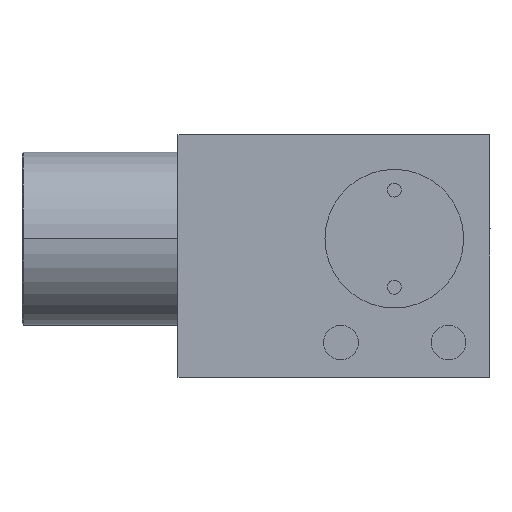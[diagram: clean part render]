
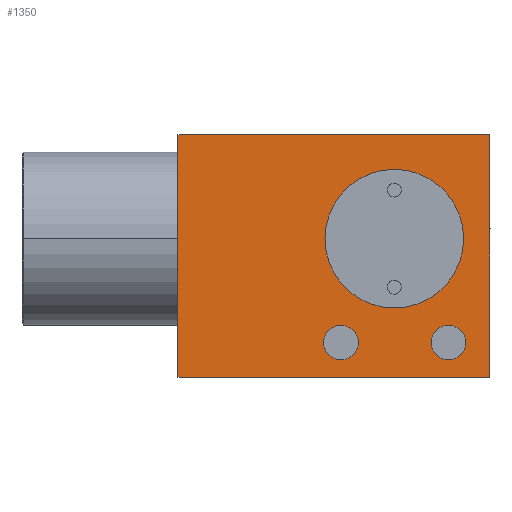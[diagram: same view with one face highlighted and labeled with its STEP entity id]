
A CAD part, left-side view. The second image highlights one B-rep face of the part: STEP entity #1350.
In plain terms, the highlighted planar face has unit normal (-1, 0, 0).
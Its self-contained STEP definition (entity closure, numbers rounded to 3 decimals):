
#717 = EDGE_CURVE ( 'NONE', #13741, #13738, #5521, .T. ) ;
#741 = EDGE_CURVE ( 'NONE', #13801, #13761, #5547, .T. ) ;
#747 = EDGE_CURVE ( 'NONE', #13726, #13772, #5553, .T. ) ;
#1103 = LINE ( 'NONE', #8490, #1106 ) ;
#1106 = VECTOR ( 'NONE', #8491, 1000. ) ;
#1350 = ADVANCED_FACE ( 'NONE', ( #5579, #5582, #5578, #5577 ), #4854, .F. ) ;
#4846 = DIRECTION ( 'NONE',  ( 1., 0., 0. ) ) ;
#4852 = CARTESIAN_POINT ( 'NONE',  ( -46.5, 22.5, 35. ) ) ;
#4854 = PLANE ( 'NONE',  #13655 ) ;
#4855 = DIRECTION ( 'NONE',  ( 0., 1., 0. ) ) ;
#5521 = CIRCLE ( 'NONE', #13628, 10. ) ;
#5547 = CIRCLE ( 'NONE', #13636, 2.5 ) ;
#5553 = CIRCLE ( 'NONE', #13639, 2.5 ) ;
#5577 = FACE_BOUND ( 'NONE', #9264, .T. ) ;
#5578 = FACE_BOUND ( 'NONE', #13701, .T. ) ;
#5579 = FACE_BOUND ( 'NONE', #8952, .T. ) ;
#5582 = FACE_OUTER_BOUND ( 'NONE', #9262, .T. ) ;
#5737 = CARTESIAN_POINT ( 'NONE',  ( -46.5, -8.7, 20. ) ) ;
#5738 = DIRECTION ( 'NONE',  ( 1., 0., 0. ) ) ;
#5739 = DIRECTION ( 'NONE',  ( 0., 0., -1. ) ) ;
#6350 = CARTESIAN_POINT ( 'NONE',  ( -46.5, -16.5, 7.5 ) ) ;
#6362 = CARTESIAN_POINT ( 'NONE',  ( -46.5, -8.7, 10. ) ) ;
#6365 = CARTESIAN_POINT ( 'NONE',  ( -46.5, -8.7, 30. ) ) ;
#6385 = CARTESIAN_POINT ( 'NONE',  ( -46.5, -1., 2.5 ) ) ;
#6396 = CARTESIAN_POINT ( 'NONE',  ( -46.5, -16.5, 2.5 ) ) ;
#6428 = CARTESIAN_POINT ( 'NONE',  ( -46.5, -1., 7.5 ) ) ;
#7264 = EDGE_CURVE ( 'NONE', #9106, #9256, #1103, .T. ) ;
#7324 = CARTESIAN_POINT ( 'NONE',  ( -46.5, -1., 5. ) ) ;
#7325 = DIRECTION ( 'NONE',  ( 1., 0., 0. ) ) ;
#7326 = DIRECTION ( 'NONE',  ( 0., 0., -1. ) ) ;
#7342 = CARTESIAN_POINT ( 'NONE',  ( -46.5, -16.5, 5. ) ) ;
#7343 = DIRECTION ( 'NONE',  ( 1., 0., 0. ) ) ;
#7344 = DIRECTION ( 'NONE',  ( 0., 0., -1. ) ) ;
#7648 = LINE ( 'NONE', #11591, #7652 ) ;
#7650 = CIRCLE ( 'NONE', #12321, 2.5 ) ;
#7651 = LINE ( 'NONE', #11595, #7654 ) ;
#7652 = VECTOR ( 'NONE', #11589, 1000. ) ;
#7654 = VECTOR ( 'NONE', #11597, 1000. ) ;
#7655 = LINE ( 'NONE', #11596, #7657 ) ;
#7657 = VECTOR ( 'NONE', #11590, 1000. ) ;
#7714 = CIRCLE ( 'NONE', #12327, 10. ) ;
#7731 = CIRCLE ( 'NONE', #12334, 2.5 ) ;
#8490 = CARTESIAN_POINT ( 'NONE',  ( -46.5, -22.5, 35. ) ) ;
#8491 = DIRECTION ( 'NONE',  ( 0., 0., -1. ) ) ;
#8952 = EDGE_LOOP ( 'NONE', ( #14095, #14096 ) ) ;
#9106 = VERTEX_POINT ( 'NONE', #11176 ) ;
#9162 = VERTEX_POINT ( 'NONE', #11208 ) ;
#9256 = VERTEX_POINT ( 'NONE', #11255 ) ;
#9262 = EDGE_LOOP ( 'NONE', ( #14097, #14098, #14099, #14100 ) ) ;
#9264 = EDGE_LOOP ( 'NONE', ( #14103, #14104 ) ) ;
#9376 = VERTEX_POINT ( 'NONE', #11309 ) ;
#9510 = EDGE_CURVE ( 'NONE', #9162, #9106, #7648, .T. ) ;
#9511 = EDGE_CURVE ( 'NONE', #9162, #9376, #7651, .T. ) ;
#9512 = EDGE_CURVE ( 'NONE', #13761, #13801, #7650, .T. ) ;
#9513 = EDGE_CURVE ( 'NONE', #9376, #9256, #7655, .T. ) ;
#9562 = EDGE_CURVE ( 'NONE', #13738, #13741, #7714, .T. ) ;
#9574 = EDGE_CURVE ( 'NONE', #13772, #13726, #7731, .T. ) ;
#11176 = CARTESIAN_POINT ( 'NONE',  ( -46.5, -22.5, 35. ) ) ;
#11208 = CARTESIAN_POINT ( 'NONE',  ( -46.5, 22.5, 35. ) ) ;
#11255 = CARTESIAN_POINT ( 'NONE',  ( -46.5, -22.5, 0. ) ) ;
#11309 = CARTESIAN_POINT ( 'NONE',  ( -46.5, 22.5, 0. ) ) ;
#11589 = DIRECTION ( 'NONE',  ( 0., -1., 0. ) ) ;
#11590 = DIRECTION ( 'NONE',  ( 0., -1., 0. ) ) ;
#11591 = CARTESIAN_POINT ( 'NONE',  ( -46.5, 22.5, 35. ) ) ;
#11595 = CARTESIAN_POINT ( 'NONE',  ( -46.5, 22.5, 35. ) ) ;
#11596 = CARTESIAN_POINT ( 'NONE',  ( -46.5, 22.5, 0. ) ) ;
#11597 = DIRECTION ( 'NONE',  ( 0., 0., -1. ) ) ;
#11600 = CARTESIAN_POINT ( 'NONE',  ( -46.5, -1., 5. ) ) ;
#11601 = DIRECTION ( 'NONE',  ( 1., 0., 0. ) ) ;
#11602 = DIRECTION ( 'NONE',  ( 0., 0., -1. ) ) ;
#11989 = CARTESIAN_POINT ( 'NONE',  ( -46.5, -8.7, 20. ) ) ;
#11990 = DIRECTION ( 'NONE',  ( 1., 0., 0. ) ) ;
#11991 = DIRECTION ( 'NONE',  ( 0., 0., -1. ) ) ;
#12020 = CARTESIAN_POINT ( 'NONE',  ( -46.5, -16.5, 5. ) ) ;
#12021 = DIRECTION ( 'NONE',  ( 1., 0., 0. ) ) ;
#12022 = DIRECTION ( 'NONE',  ( 0., 0., -1. ) ) ;
#12321 = AXIS2_PLACEMENT_3D ( 'NONE', #11600, #11601, #11602 ) ;
#12327 = AXIS2_PLACEMENT_3D ( 'NONE', #11989, #11990, #11991 ) ;
#12334 = AXIS2_PLACEMENT_3D ( 'NONE', #12020, #12021, #12022 ) ;
#13628 = AXIS2_PLACEMENT_3D ( 'NONE', #5737, #5738, #5739 ) ;
#13636 = AXIS2_PLACEMENT_3D ( 'NONE', #7324, #7325, #7326 ) ;
#13639 = AXIS2_PLACEMENT_3D ( 'NONE', #7342, #7343, #7344 ) ;
#13655 = AXIS2_PLACEMENT_3D ( 'NONE', #4852, #4846, #4855 ) ;
#13701 = EDGE_LOOP ( 'NONE', ( #14101, #14102 ) ) ;
#13726 = VERTEX_POINT ( 'NONE', #6350 ) ;
#13738 = VERTEX_POINT ( 'NONE', #6362 ) ;
#13741 = VERTEX_POINT ( 'NONE', #6365 ) ;
#13761 = VERTEX_POINT ( 'NONE', #6385 ) ;
#13772 = VERTEX_POINT ( 'NONE', #6396 ) ;
#13801 = VERTEX_POINT ( 'NONE', #6428 ) ;
#14095 = ORIENTED_EDGE ( 'NONE', *, *, #741, .T. ) ;
#14096 = ORIENTED_EDGE ( 'NONE', *, *, #9512, .T. ) ;
#14097 = ORIENTED_EDGE ( 'NONE', *, *, #9513, .T. ) ;
#14098 = ORIENTED_EDGE ( 'NONE', *, *, #7264, .F. ) ;
#14099 = ORIENTED_EDGE ( 'NONE', *, *, #9510, .F. ) ;
#14100 = ORIENTED_EDGE ( 'NONE', *, *, #9511, .T. ) ;
#14101 = ORIENTED_EDGE ( 'NONE', *, *, #717, .T. ) ;
#14102 = ORIENTED_EDGE ( 'NONE', *, *, #9562, .T. ) ;
#14103 = ORIENTED_EDGE ( 'NONE', *, *, #747, .T. ) ;
#14104 = ORIENTED_EDGE ( 'NONE', *, *, #9574, .T. ) ;
